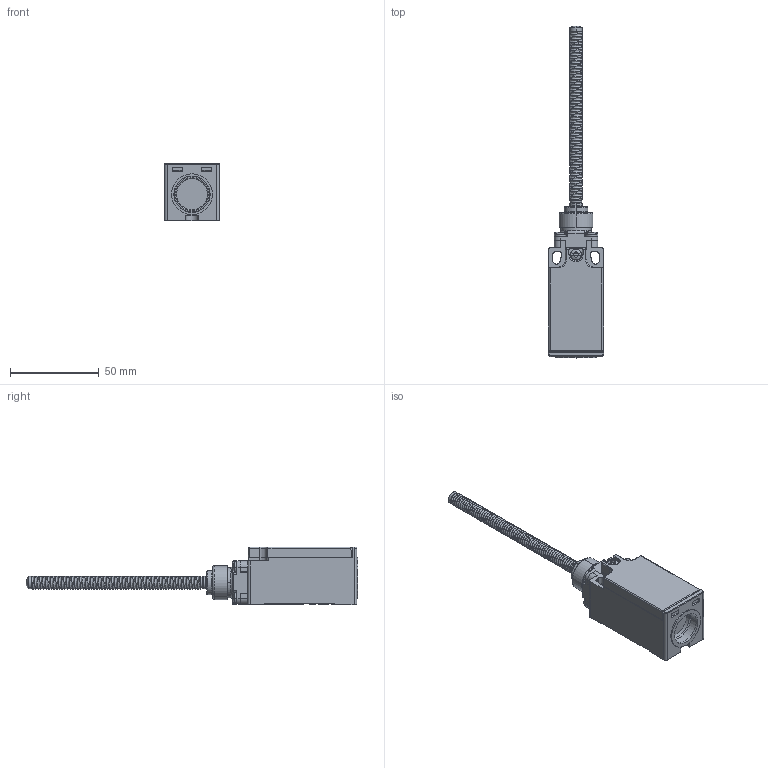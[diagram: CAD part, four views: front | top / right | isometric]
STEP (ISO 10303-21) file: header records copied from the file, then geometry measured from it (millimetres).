
FILE_DESCRIPTION((''),'2;1');
FILE_NAME('E10000LI_VUOTO_ASM','2024-01-30T11:59:42',('alessandro.mingotti'),(''),'CREO PARAMETRIC BY PTC INC, 2022014','CREO PARAMETRIC BY PTC INC, 2022014','');
FILE_SCHEMA(('CONFIG_CONTROL_DESIGN'));
Products named in the file (14): 880028_PER_CLIENTE; 880041_PER_CLIENTE; 880129; 880187; 880217; 880130; 880331_PER_CLIENTE_ASM; 880201; 880224; 880723_PER_CLIENTE; 880193; 881360_PER_CLIENTE_ASM; 880223; E10000LI_VUOTO_ASM
Assembly tree (16 placements, depth 3):
  E10000LI_VUOTO_ASM
    880028_PER_CLIENTE
    880331_PER_CLIENTE_ASM
      880041_PER_CLIENTE
      880129
      880187
      880217
      880130
    880201
    880224  x4
    881360_PER_CLIENTE_ASM
      880723_PER_CLIENTE
      880193
    880223
Bounding box: 31 x 187 x 32.5 mm (x, y, z)
Volume: 66473.7 mm3; surface area: 32464.2 mm2
Topology: 14 solids, 16 shells, 1813 faces, 4800 edges, 3099 vertices
Faces by surface type: plane 1340, cylinder 270, bspline 58, sphere 58, torus 53, cone 34
Entity records: 98211 total; most frequent: CARTESIAN_POINT 54393, ORIENTED_EDGE 9268, DIRECTION 8617, EDGE_CURVE 4638, VECTOR 3741, LINE 3741, VERTEX_POINT 2997, AXIS2_PLACEMENT_3D 2438
